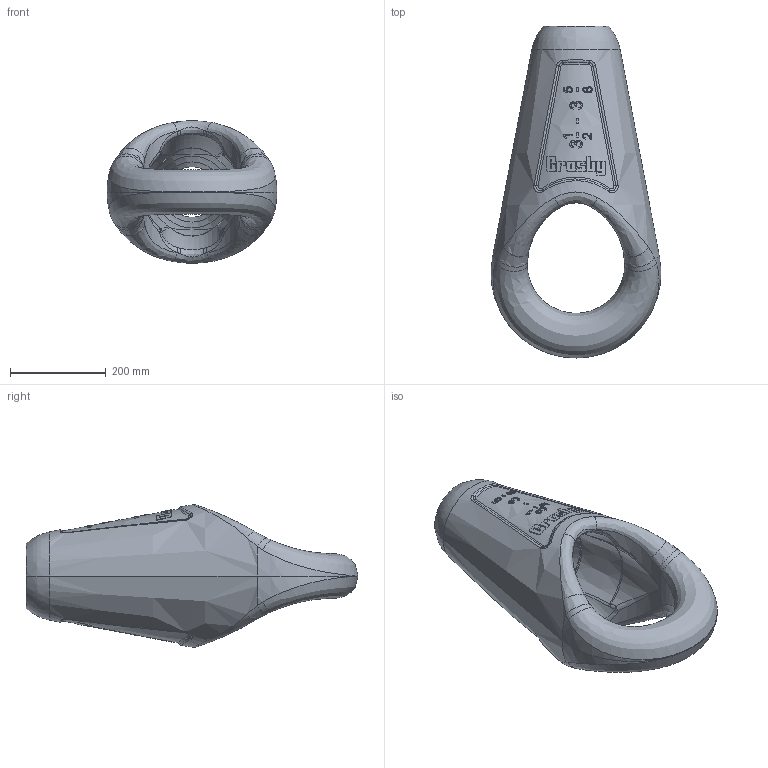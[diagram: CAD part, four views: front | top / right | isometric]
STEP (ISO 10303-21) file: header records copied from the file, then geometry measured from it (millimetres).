
FILE_DESCRIPTION((''),'2;1');
FILE_NAME('CROSBY_517_3_50-3_62_1005123','2010-05-18T',('Alan Doughty'),('The Crosby Group, Inc.'),'PRO/ENGINEER BY PARAMETRIC TECHNOLOGY CORPORATION, 2009300','PRO/ENGINEER BY PARAMETRIC TECHNOLOGY CORPORATION, 2009300','');
FILE_SCHEMA(('CONFIG_CONTROL_DESIGN'));
Length unit declared in the file: inch
Products named in the file (1): CROSBY_517_3_50-3_62_1005123
Bounding box: 354.45 x 692.15 x 296.9 mm (x, y, z)
Volume: 16112860.2 mm3; surface area: 770416.3 mm2
Topology: 1 solids, 1 shells, 358 faces, 917 edges, 587 vertices
Faces by surface type: plane 154, bspline 80, extrusion 56, cone 37, torus 14, cylinder 11, sphere 6
Entity records: 17700 total; most frequent: CARTESIAN_POINT 9971, ORIENTED_EDGE 1830, DIRECTION 1218, EDGE_CURVE 915, VERTEX_POINT 587, B_SPLINE_CURVE_WITH_KNOTS 505, AXIS2_PLACEMENT_3D 474, EDGE_LOOP 390
